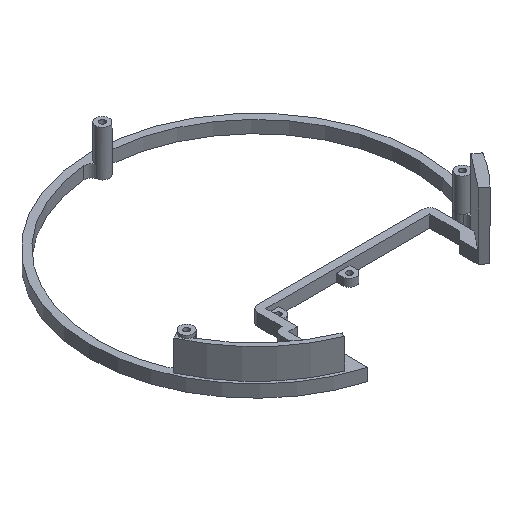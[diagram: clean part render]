
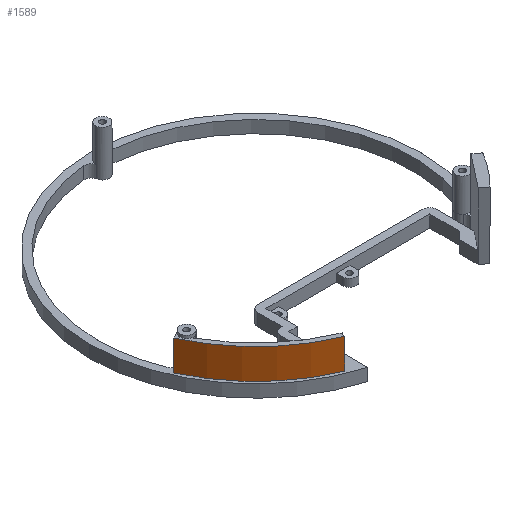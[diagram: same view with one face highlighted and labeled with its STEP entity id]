
A CAD part, isometric view. The second image highlights one B-rep face of the part: STEP entity #1589.
In plain terms, the highlighted cylindrical face has radius 54 mm (diameter 108 mm), a partial arc.
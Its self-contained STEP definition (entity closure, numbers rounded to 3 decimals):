
#53 = DIRECTION ( 'NONE',  ( 0., 0., 1. ) ) ;
#98 = ORIENTED_EDGE ( 'NONE', *, *, #2303, .F. ) ;
#191 = AXIS2_PLACEMENT_3D ( 'NONE', #1310, #1980, #238 ) ;
#238 = DIRECTION ( 'NONE',  ( -1., 0., 0. ) ) ;
#258 = ORIENTED_EDGE ( 'NONE', *, *, #1214, .F. ) ;
#279 = CARTESIAN_POINT ( 'NONE',  ( -49.263, -22.118, 1.6 ) ) ;
#425 = DIRECTION ( 'NONE',  ( 1., 0., 0. ) ) ;
#555 = AXIS2_PLACEMENT_3D ( 'NONE', #1432, #1189, #2480 ) ;
#636 = CARTESIAN_POINT ( 'NONE',  ( 0., 0., 1.6 ) ) ;
#662 = AXIS2_PLACEMENT_3D ( 'NONE', #636, #2367, #425 ) ;
#868 = VECTOR ( 'NONE', #1137, 1000. ) ;
#876 = CARTESIAN_POINT ( 'NONE',  ( -49.263, -22.118, 1.6 ) ) ;
#883 = LINE ( 'NONE', #279, #1323 ) ;
#923 = CARTESIAN_POINT ( 'NONE',  ( -20.456, -49.975, 1.6 ) ) ;
#1137 = DIRECTION ( 'NONE',  ( 0., 0., 1. ) ) ;
#1189 = DIRECTION ( 'NONE',  ( 0., 0., -1. ) ) ;
#1214 = EDGE_CURVE ( 'NONE', #2606, #1726, #883, .T. ) ;
#1247 = CARTESIAN_POINT ( 'NONE',  ( -20.456, -49.975, 11.6 ) ) ;
#1310 = CARTESIAN_POINT ( 'NONE',  ( 0., 0., 11.6 ) ) ;
#1323 = VECTOR ( 'NONE', #53, 1000. ) ;
#1432 = CARTESIAN_POINT ( 'NONE',  ( 0., 0., 1.6 ) ) ;
#1574 = VERTEX_POINT ( 'NONE', #1247 ) ;
#1589 = ADVANCED_FACE ( 'NONE', ( #2339 ), #2127, .T. ) ;
#1726 = VERTEX_POINT ( 'NONE', #2578 ) ;
#1896 = ORIENTED_EDGE ( 'NONE', *, *, #2592, .T. ) ;
#1980 = DIRECTION ( 'NONE',  ( 0., 0., -1. ) ) ;
#2127 = CYLINDRICAL_SURFACE ( 'NONE', #662, 54. ) ;
#2185 = EDGE_CURVE ( 'NONE', #1574, #1726, #2283, .T. ) ;
#2225 = ORIENTED_EDGE ( 'NONE', *, *, #2185, .T. ) ;
#2283 = CIRCLE ( 'NONE', #191, 54. ) ;
#2303 = EDGE_CURVE ( 'NONE', #2700, #2606, #2460, .T. ) ;
#2339 = FACE_OUTER_BOUND ( 'NONE', #2737, .T. ) ;
#2367 = DIRECTION ( 'NONE',  ( 0., 0., 1. ) ) ;
#2460 = CIRCLE ( 'NONE', #555, 54. ) ;
#2480 = DIRECTION ( 'NONE',  ( -1., 0., 0. ) ) ;
#2578 = CARTESIAN_POINT ( 'NONE',  ( -49.263, -22.118, 11.6 ) ) ;
#2592 = EDGE_CURVE ( 'NONE', #2700, #1574, #2634, .T. ) ;
#2606 = VERTEX_POINT ( 'NONE', #876 ) ;
#2634 = LINE ( 'NONE', #923, #868 ) ;
#2700 = VERTEX_POINT ( 'NONE', #2706 ) ;
#2706 = CARTESIAN_POINT ( 'NONE',  ( -20.456, -49.975, 1.6 ) ) ;
#2737 = EDGE_LOOP ( 'NONE', ( #2225, #258, #98, #1896 ) ) ;
